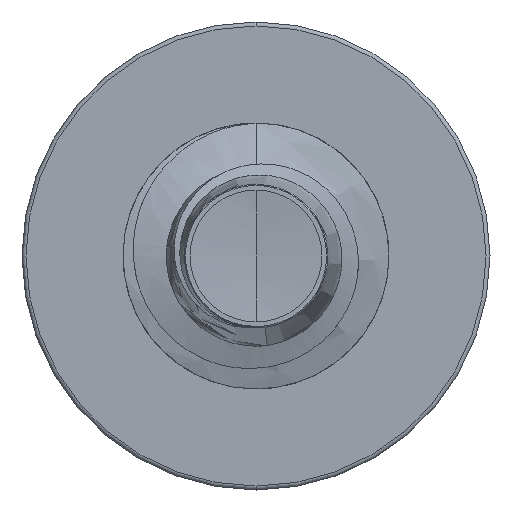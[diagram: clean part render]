
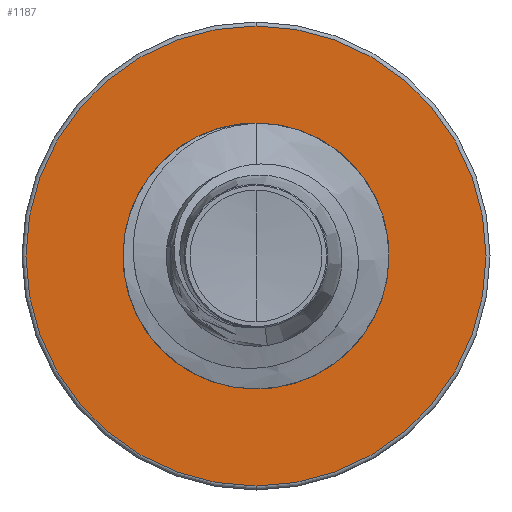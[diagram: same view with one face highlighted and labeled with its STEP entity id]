
A CAD part, front view. The second image highlights one B-rep face of the part: STEP entity #1187.
In plain terms, the highlighted planar face has unit normal (0, -1, 0).
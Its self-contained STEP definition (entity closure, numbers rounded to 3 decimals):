
#2 = EDGE_LOOP ( 'NONE', ( #23803, #6601 ) ) ;
#1187 = ADVANCED_FACE ( 'NONE', ( #16219, #16621 ), #20795, .F. ) ;
#2739 = DIRECTION ( 'NONE',  ( 0., 1., 0. ) ) ;
#3078 = AXIS2_PLACEMENT_3D ( 'NONE', #25644, #14398, #27141 ) ;
#3516 = AXIS2_PLACEMENT_3D ( 'NONE', #16745, #28669, #18920 ) ;
#3778 = AXIS2_PLACEMENT_3D ( 'NONE', #23912, #11676, #25424 ) ;
#4791 = VERTEX_POINT ( 'NONE', #24670 ) ;
#5429 = AXIS2_PLACEMENT_3D ( 'NONE', #18572, #2739, #20556 ) ;
#6601 = ORIENTED_EDGE ( 'NONE', *, *, #24756, .F. ) ;
#6758 = CIRCLE ( 'NONE', #3778, 4.325 ) ;
#9111 = CIRCLE ( 'NONE', #5429, 4.325 ) ;
#11676 = DIRECTION ( 'NONE',  ( 0., 1., 0. ) ) ;
#13043 = CARTESIAN_POINT ( 'NONE',  ( 0., 27.5, 2.415 ) ) ;
#13272 = VERTEX_POINT ( 'NONE', #13043 ) ;
#14398 = DIRECTION ( 'NONE',  ( 0., 1., 0. ) ) ;
#16219 = FACE_OUTER_BOUND ( 'NONE', #2, .T. ) ;
#16621 = FACE_BOUND ( 'NONE', #18430, .T. ) ;
#16745 = CARTESIAN_POINT ( 'NONE',  ( 0., 27.5, 0. ) ) ;
#17193 = VERTEX_POINT ( 'NONE', #24790 ) ;
#18430 = EDGE_LOOP ( 'NONE', ( #19682, #24290 ) ) ;
#18513 = CARTESIAN_POINT ( 'NONE',  ( 0., 27.5, 4.325 ) ) ;
#18572 = CARTESIAN_POINT ( 'NONE',  ( 0., 27.5, 0. ) ) ;
#18920 = DIRECTION ( 'NONE',  ( 0., 0., 1. ) ) ;
#19181 = CIRCLE ( 'NONE', #3516, 2.415 ) ;
#19682 = ORIENTED_EDGE ( 'NONE', *, *, #25245, .T. ) ;
#20556 = DIRECTION ( 'NONE',  ( 0., 0., 1. ) ) ;
#20795 = PLANE ( 'NONE',  #23190 ) ;
#21184 = CARTESIAN_POINT ( 'NONE',  ( 0., 27.5, -2.415 ) ) ;
#21600 = DIRECTION ( 'NONE',  ( 0., 1., 0. ) ) ;
#21621 = DIRECTION ( 'NONE',  ( 0., 0., 1. ) ) ;
#21666 = VERTEX_POINT ( 'NONE', #18513 ) ;
#21786 = CIRCLE ( 'NONE', #3078, 2.415 ) ;
#23190 = AXIS2_PLACEMENT_3D ( 'NONE', #21184, #21600, #21621 ) ;
#23546 = EDGE_CURVE ( 'NONE', #21666, #17193, #9111, .T. ) ;
#23803 = ORIENTED_EDGE ( 'NONE', *, *, #23546, .F. ) ;
#23912 = CARTESIAN_POINT ( 'NONE',  ( 0., 27.5, 0. ) ) ;
#24290 = ORIENTED_EDGE ( 'NONE', *, *, #24902, .T. ) ;
#24670 = CARTESIAN_POINT ( 'NONE',  ( 0., 27.5, -2.415 ) ) ;
#24756 = EDGE_CURVE ( 'NONE', #17193, #21666, #6758, .T. ) ;
#24790 = CARTESIAN_POINT ( 'NONE',  ( 0., 27.5, -4.325 ) ) ;
#24902 = EDGE_CURVE ( 'NONE', #4791, #13272, #19181, .T. ) ;
#25245 = EDGE_CURVE ( 'NONE', #13272, #4791, #21786, .T. ) ;
#25424 = DIRECTION ( 'NONE',  ( 0., 0., 1. ) ) ;
#25644 = CARTESIAN_POINT ( 'NONE',  ( 0., 27.5, 0. ) ) ;
#27141 = DIRECTION ( 'NONE',  ( 0., 0., 1. ) ) ;
#28669 = DIRECTION ( 'NONE',  ( 0., 1., 0. ) ) ;
